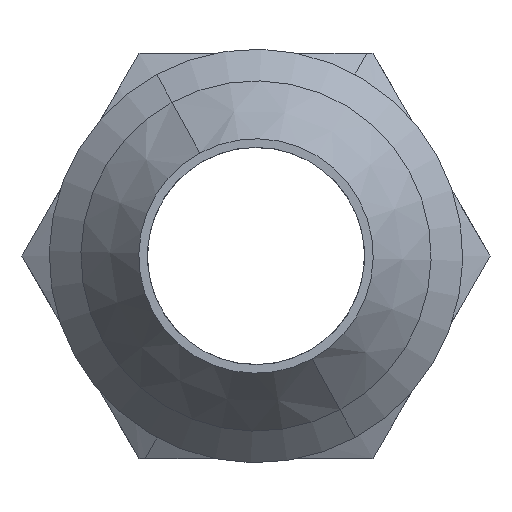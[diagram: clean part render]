
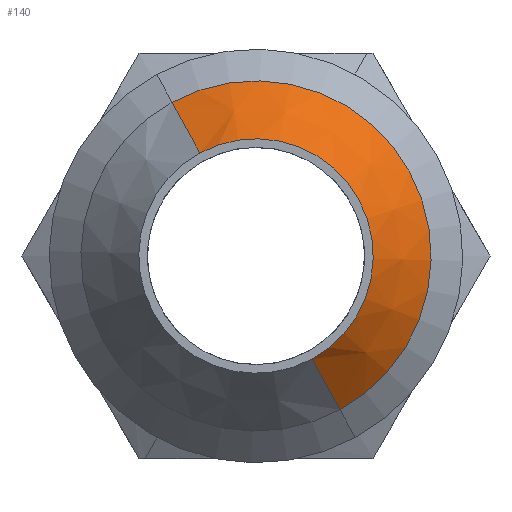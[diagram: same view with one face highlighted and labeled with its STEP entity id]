
A CAD part, front view. The second image highlights one B-rep face of the part: STEP entity #140.
In plain terms, the highlighted conical face has half-angle 37 degrees and reference radius 4.05 mm.
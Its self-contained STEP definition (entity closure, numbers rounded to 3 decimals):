
#57=CARTESIAN_POINT('Axis2P3D Location',(0.,-14.1,0.)) ;
#61=CARTESIAN_POINT('Vertex',(1.942,-14.1,-3.554)) ;
#63=CARTESIAN_POINT('Vertex',(-1.942,-14.1,3.554)) ;
#110=CARTESIAN_POINT('Axis2P3D Location',(0.,-14.1,0.)) ;
#115=CARTESIAN_POINT('Line Origine',(2.421,-12.773,-4.432)) ;
#119=CARTESIAN_POINT('Vertex',(2.901,-11.446,-5.309)) ;
#122=CARTESIAN_POINT('Axis2P3D Location',(0.,-11.446,0.)) ;
#126=CARTESIAN_POINT('Vertex',(-2.901,-11.446,5.309)) ;
#129=CARTESIAN_POINT('Line Origine',(-2.421,-12.773,4.432)) ;
#58=DIRECTION('Axis2P3D Direction',(0.,-1.,0.)) ;
#111=DIRECTION('Axis2P3D Direction',(-0.,1.,-0.)) ;
#112=DIRECTION('Axis2P3D XDirection',(-0.479,0.,0.878)) ;
#116=DIRECTION('Vector Direction',(0.289,0.799,-0.528)) ;
#123=DIRECTION('Axis2P3D Direction',(0.,1.,-0.)) ;
#130=DIRECTION('Vector Direction',(-0.289,0.799,0.528)) ;
#59=AXIS2_PLACEMENT_3D('Circle Axis2P3D',#57,#58,$) ;
#113=AXIS2_PLACEMENT_3D('Cone Axis2P3D',#110,#111,#112) ;
#124=AXIS2_PLACEMENT_3D('Circle Axis2P3D',#122,#123,$) ;
#135=ORIENTED_EDGE('',*,*,#65,.F.) ;
#136=ORIENTED_EDGE('',*,*,#121,.T.) ;
#137=ORIENTED_EDGE('',*,*,#128,.T.) ;
#138=ORIENTED_EDGE('',*,*,#133,.F.) ;
#117=VECTOR('Line Direction',#116,1.) ;
#131=VECTOR('Line Direction',#130,1.) ;
#140=ADVANCED_FACE('Corps de pi\X2\00E8\X0\ce.2',(#139),#114,.T.) ;
#60=CIRCLE('generated circle',#59,4.05) ;
#125=CIRCLE('generated circle',#124,6.05) ;
#114=CONICAL_SURFACE('Cone',#113,4.05,0.646) ;
#65=EDGE_CURVE('',#62,#64,#60,.T.) ;
#121=EDGE_CURVE('',#62,#120,#118,.T.) ;
#128=EDGE_CURVE('',#120,#127,#125,.F.) ;
#133=EDGE_CURVE('',#64,#127,#132,.T.) ;
#134=EDGE_LOOP('',(#135,#136,#137,#138)) ;
#139=FACE_OUTER_BOUND('',#134,.T.) ;
#118=LINE('Line',#115,#117) ;
#132=LINE('Line',#129,#131) ;
#62=VERTEX_POINT('',#61) ;
#64=VERTEX_POINT('',#63) ;
#120=VERTEX_POINT('',#119) ;
#127=VERTEX_POINT('',#126) ;
